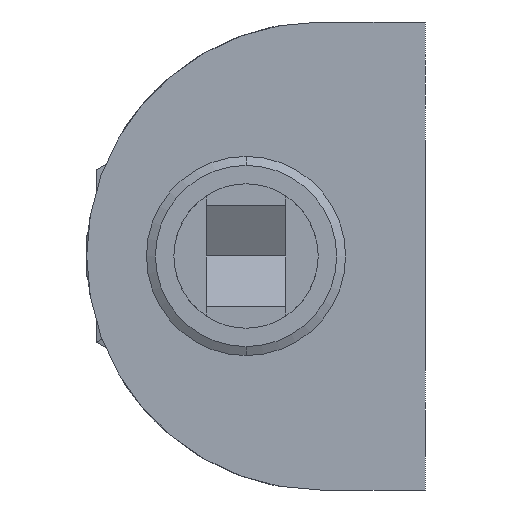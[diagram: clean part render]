
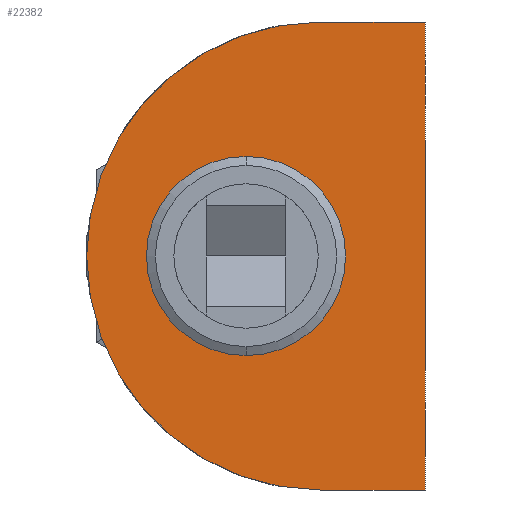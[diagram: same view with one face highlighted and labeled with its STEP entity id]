
A CAD part, left-side view. The second image highlights one B-rep face of the part: STEP entity #22382.
In plain terms, the highlighted planar face has unit normal (-1, 0, 0).
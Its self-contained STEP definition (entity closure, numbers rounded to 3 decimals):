
#10728=EDGE_CURVE('NONE',#24662,#18552,#30897,.T.);
#11986=VERTEX_POINT('NONE',#32264);
#14660=VERTEX_POINT('NONE',#35192);
#15704=EDGE_CURVE('NONE',#18552,#23830,#36328,.T.);
#16060=EDGE_CURVE('NONE',#17438,#14660,#36717,.T.);
#17438=VERTEX_POINT('NONE',#38187);
#18502=EDGE_CURVE('NONE',#11986,#23830,#39346,.T.);
#18552=VERTEX_POINT('NONE',#39399);
#22382=ADVANCED_FACE('NONE',(#43557,#43558),#43559,.F.);
#23830=VERTEX_POINT('NONE',#45130);
#24662=VERTEX_POINT('NONE',#46030);
#26010=EDGE_CURVE('NONE',#14660,#17438,#47503,.T.);
#28984=EDGE_CURVE('NONE',#11986,#24662,#50743,.T.);
#30897=LINE('',#53215,#53216);
#32264=CARTESIAN_POINT('',(-7.0,10.5,23.5));
#35192=CARTESIAN_POINT('',(-7.0,18.0,10.0));
#36328=LINE('',#62371,#62372);
#36717=CIRCLE('',#63004,10.0);
#38187=CARTESIAN_POINT('',(-7.0,18.0,-10.0));
#39346=LINE('',#67538,#67539);
#39399=CARTESIAN_POINT('',(-7.0,0.0,-23.5));
#43557=FACE_OUTER_BOUND('',#74775,.T.);
#43558=FACE_BOUND('',#74776,.T.);
#43559=PLANE('',#74777);
#45130=CARTESIAN_POINT('',(-7.0,0.0,23.5));
#46030=CARTESIAN_POINT('',(-7.0,10.5,-23.5));
#47503=CIRCLE('',#81620,10.0);
#50743=CIRCLE('',#87179,23.5);
#53215=CARTESIAN_POINT('',(-7.0,10.5,-23.5));
#53216=VECTOR('',#90095,1000.0);
#62371=CARTESIAN_POINT('',(-7.0,0.0,-23.5));
#62372=VECTOR('',#96248,1000.0);
#63004=AXIS2_PLACEMENT_3D('',#96533,#96534,#96535);
#67538=CARTESIAN_POINT('',(-7.0,10.5,23.5));
#67539=VECTOR('',#98840,1000.0);
#74775=EDGE_LOOP('',(#102132,#102133,#102134,#102135));
#74776=EDGE_LOOP('',(#102136,#102137));
#74777=AXIS2_PLACEMENT_3D('',#102138,#102139,#102140);
#81620=AXIS2_PLACEMENT_3D('',#106058,#106059,#106060);
#87179=AXIS2_PLACEMENT_3D('',#108739,#108740,#108741);
#90095=DIRECTION('',(0.0,-1.0,-0.0));
#96248=DIRECTION('',(0.,0.0,1.0));
#96533=CARTESIAN_POINT('',(-7.0,18.0,0.));
#96534=DIRECTION('',(-1.0,0.0,0.));
#96535=DIRECTION('',(0.,0.0,1.0));
#98840=DIRECTION('',(0.0,-1.0,-0.0));
#102132=ORIENTED_EDGE('',*,*,#15704,.T.);
#102133=ORIENTED_EDGE('',*,*,#18502,.F.);
#102134=ORIENTED_EDGE('',*,*,#28984,.T.);
#102135=ORIENTED_EDGE('',*,*,#10728,.T.);
#102136=ORIENTED_EDGE('',*,*,#26010,.F.);
#102137=ORIENTED_EDGE('',*,*,#16060,.F.);
#102138=CARTESIAN_POINT('',(-7.0,10.5,-23.5));
#102139=DIRECTION('',(1.0,0.0,0.));
#102140=DIRECTION('',(0.0,-1.0,0.0));
#106058=CARTESIAN_POINT('',(-7.0,18.0,0.));
#106059=DIRECTION('',(-1.0,0.0,0.));
#106060=DIRECTION('',(0.,0.0,1.0));
#108739=CARTESIAN_POINT('',(-7.0,10.5,0.));
#108740=DIRECTION('',(-1.0,0.0,0.));
#108741=DIRECTION('',(0.,0.0,1.0));
